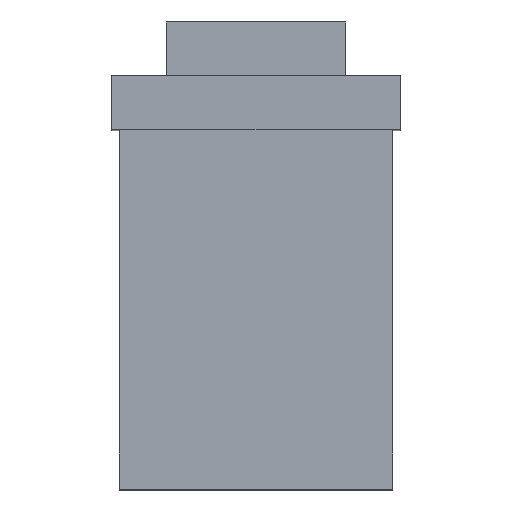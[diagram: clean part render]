
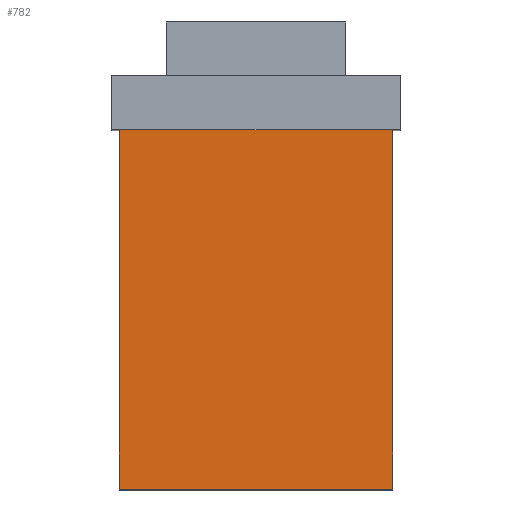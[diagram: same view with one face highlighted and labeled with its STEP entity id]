
A CAD part, top view. The second image highlights one B-rep face of the part: STEP entity #782.
In plain terms, the highlighted planar face has unit normal (0, 0, 1).
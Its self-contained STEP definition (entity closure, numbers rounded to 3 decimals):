
#104=FACE_OUTER_BOUND('',#162,.T.);
#162=EDGE_LOOP('',(#628,#629,#630,#631));
#226=LINE('',#1246,#298);
#234=LINE('',#1263,#306);
#235=LINE('',#1264,#307);
#236=LINE('',#1265,#308);
#298=VECTOR('',#1038,10.);
#306=VECTOR('',#1056,10.);
#307=VECTOR('',#1057,10.);
#308=VECTOR('',#1058,10.);
#374=VERTEX_POINT('',#1244);
#375=VERTEX_POINT('',#1245);
#378=VERTEX_POINT('',#1261);
#379=VERTEX_POINT('',#1262);
#458=EDGE_CURVE('',#374,#375,#226,.T.);
#466=EDGE_CURVE('',#378,#379,#234,.T.);
#467=EDGE_CURVE('',#379,#375,#235,.T.);
#468=EDGE_CURVE('',#378,#374,#236,.T.);
#628=ORIENTED_EDGE('',*,*,#466,.T.);
#629=ORIENTED_EDGE('',*,*,#467,.T.);
#630=ORIENTED_EDGE('',*,*,#458,.F.);
#631=ORIENTED_EDGE('',*,*,#468,.F.);
#695=PLANE('',#872);
#782=ADVANCED_FACE('',(#104),#695,.T.);
#872=AXIS2_PLACEMENT_3D('',#1260,#1054,#1055);
#1038=DIRECTION('',(1.,0.,0.));
#1054=DIRECTION('center_axis',(0.,0.,1.));
#1055=DIRECTION('ref_axis',(1.,0.,0.));
#1056=DIRECTION('',(1.,0.,0.));
#1057=DIRECTION('',(0.,1.,0.));
#1058=DIRECTION('',(0.,1.,0.));
#1244=CARTESIAN_POINT('',(-3.81,10.,7.62));
#1245=CARTESIAN_POINT('',(3.81,10.,7.62));
#1246=CARTESIAN_POINT('',(-3.81,10.,7.62));
#1260=CARTESIAN_POINT('Origin',(-3.81,0.,7.62));
#1261=CARTESIAN_POINT('',(-3.81,0.,7.62));
#1262=CARTESIAN_POINT('',(3.81,0.,7.62));
#1263=CARTESIAN_POINT('',(-3.81,0.,7.62));
#1264=CARTESIAN_POINT('',(3.81,0.,7.62));
#1265=CARTESIAN_POINT('',(-3.81,0.,7.62));
